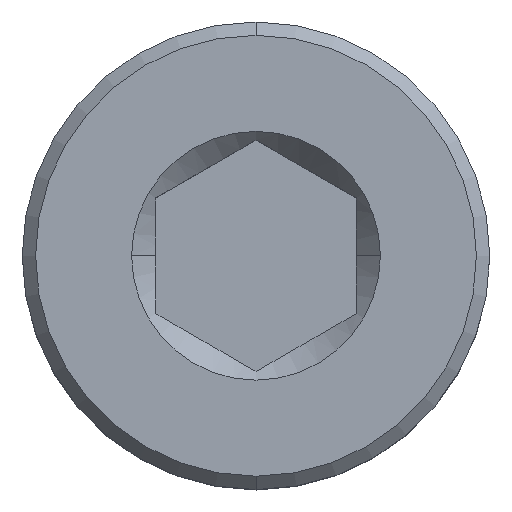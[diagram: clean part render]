
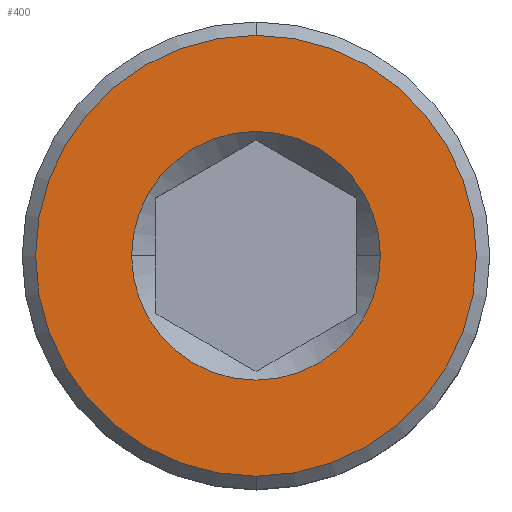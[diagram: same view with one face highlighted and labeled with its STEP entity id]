
A CAD part, top view. The second image highlights one B-rep face of the part: STEP entity #400.
In plain terms, the highlighted planar face has unit normal (0, 0, 1).
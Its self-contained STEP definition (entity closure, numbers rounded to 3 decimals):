
#77 = EDGE_CURVE ( 'NONE', #2588, #2186, #858, .T. ) ;
#216 = AXIS2_PLACEMENT_3D ( 'NONE', #4281, #3876, #1573 ) ;
#348 = AXIS2_PLACEMENT_3D ( 'NONE', #4474, #2149, #3383 ) ;
#400 = ADVANCED_FACE ( 'NONE', ( #4106, #2910 ), #1425, .T. ) ;
#435 = CARTESIAN_POINT ( 'NONE',  ( 1.862, 0., 10. ) ) ;
#469 = CARTESIAN_POINT ( 'NONE',  ( 0., -3.3, 10. ) ) ;
#540 = CIRCLE ( 'NONE', #2431, 3.3 ) ;
#686 = EDGE_LOOP ( 'NONE', ( #1592, #4120 ) ) ;
#708 = VERTEX_POINT ( 'NONE', #4268 ) ;
#721 = EDGE_CURVE ( 'NONE', #727, #708, #540, .T. ) ;
#727 = VERTEX_POINT ( 'NONE', #469 ) ;
#796 = DIRECTION ( 'NONE',  ( 0., 1., 0. ) ) ;
#858 = CIRCLE ( 'NONE', #216, 1.862 ) ;
#928 = CIRCLE ( 'NONE', #1125, 1.862 ) ;
#1125 = AXIS2_PLACEMENT_3D ( 'NONE', #4735, #2424, #2820 ) ;
#1179 = ORIENTED_EDGE ( 'NONE', *, *, #4238, .F. ) ;
#1223 = DIRECTION ( 'NONE',  ( 0., 0., -1. ) ) ;
#1425 = PLANE ( 'NONE',  #4890 ) ;
#1573 = DIRECTION ( 'NONE',  ( 1., 0., 0. ) ) ;
#1592 = ORIENTED_EDGE ( 'NONE', *, *, #2373, .F. ) ;
#1609 = CARTESIAN_POINT ( 'NONE',  ( 0., 0., 10. ) ) ;
#1838 = CARTESIAN_POINT ( 'NONE',  ( -1.862, 0., 10. ) ) ;
#2134 = CIRCLE ( 'NONE', #348, 3.3 ) ;
#2149 = DIRECTION ( 'NONE',  ( 0., 0., -1. ) ) ;
#2186 = VERTEX_POINT ( 'NONE', #435 ) ;
#2344 = ORIENTED_EDGE ( 'NONE', *, *, #721, .F. ) ;
#2373 = EDGE_CURVE ( 'NONE', #2186, #2588, #928, .T. ) ;
#2424 = DIRECTION ( 'NONE',  ( 0., 0., 1. ) ) ;
#2431 = AXIS2_PLACEMENT_3D ( 'NONE', #1609, #1223, #796 ) ;
#2500 = EDGE_LOOP ( 'NONE', ( #1179, #2344 ) ) ;
#2588 = VERTEX_POINT ( 'NONE', #1838 ) ;
#2820 = DIRECTION ( 'NONE',  ( 1., 0., 0. ) ) ;
#2910 = FACE_OUTER_BOUND ( 'NONE', #2500, .T. ) ;
#2981 = DIRECTION ( 'NONE',  ( 0., 0., 1. ) ) ;
#3371 = DIRECTION ( 'NONE',  ( 0., -1., 0. ) ) ;
#3383 = DIRECTION ( 'NONE',  ( 0., 1., 0. ) ) ;
#3876 = DIRECTION ( 'NONE',  ( 0., 0., 1. ) ) ;
#4106 = FACE_BOUND ( 'NONE', #686, .T. ) ;
#4110 = CARTESIAN_POINT ( 'NONE',  ( 0., 0., 10. ) ) ;
#4120 = ORIENTED_EDGE ( 'NONE', *, *, #77, .F. ) ;
#4238 = EDGE_CURVE ( 'NONE', #708, #727, #2134, .T. ) ;
#4268 = CARTESIAN_POINT ( 'NONE',  ( 0., 3.3, 10. ) ) ;
#4281 = CARTESIAN_POINT ( 'NONE',  ( 0., 0., 10. ) ) ;
#4474 = CARTESIAN_POINT ( 'NONE',  ( 0., 0., 10. ) ) ;
#4735 = CARTESIAN_POINT ( 'NONE',  ( 0., 0., 10. ) ) ;
#4890 = AXIS2_PLACEMENT_3D ( 'NONE', #4110, #2981, #3371 ) ;
